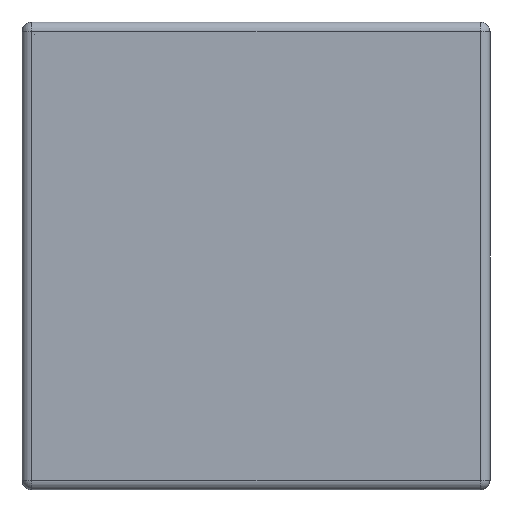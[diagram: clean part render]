
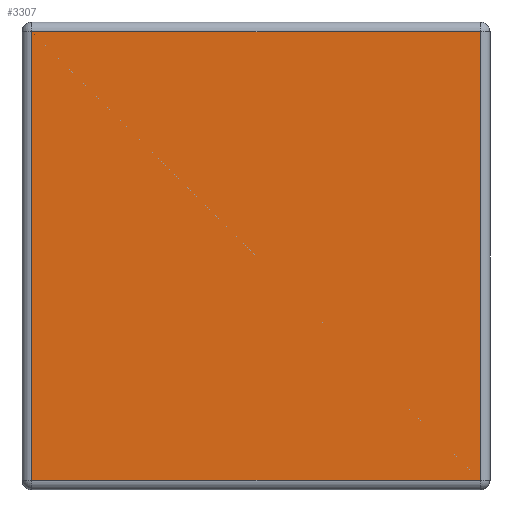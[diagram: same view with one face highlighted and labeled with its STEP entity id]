
A CAD part, left-side view. The second image highlights one B-rep face of the part: STEP entity #3307.
In plain terms, the highlighted planar face has unit normal (-1, 0, 0).
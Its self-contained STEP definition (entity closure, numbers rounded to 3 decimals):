
#208 = EDGE_CURVE ( 'NONE', #3555, #3258, #3082, .T. ) ;
#235 = DIRECTION ( 'NONE',  ( -1., 0., 0. ) ) ;
#264 = CARTESIAN_POINT ( 'NONE',  ( 0., 0., -1.42 ) ) ;
#496 = CARTESIAN_POINT ( 'NONE',  ( 0., 1.45, -0.03 ) ) ;
#497 = CARTESIAN_POINT ( 'NONE',  ( 0., 0.03, -1.42 ) ) ;
#595 = LINE ( 'NONE', #264, #3975 ) ;
#724 = ORIENTED_EDGE ( 'NONE', *, *, #208, .T. ) ;
#908 = DIRECTION ( 'NONE',  ( 0., 0., 1. ) ) ;
#928 = VECTOR ( 'NONE', #4527, 1000. ) ;
#981 = DIRECTION ( 'NONE',  ( 0., -1., 0. ) ) ;
#1066 = VERTEX_POINT ( 'NONE', #2280 ) ;
#1092 = VECTOR ( 'NONE', #3174, 1000. ) ;
#1130 = ORIENTED_EDGE ( 'NONE', *, *, #2884, .T. ) ;
#1169 = FACE_OUTER_BOUND ( 'NONE', #2092, .T. ) ;
#1196 = DIRECTION ( 'NONE',  ( 0., 0., -1. ) ) ;
#1201 = EDGE_CURVE ( 'NONE', #3258, #1066, #3196, .T. ) ;
#1356 = ORIENTED_EDGE ( 'NONE', *, *, #1201, .T. ) ;
#1520 = LINE ( 'NONE', #2613, #3072 ) ;
#2088 = VERTEX_POINT ( 'NONE', #4325 ) ;
#2092 = EDGE_LOOP ( 'NONE', ( #2533, #724, #1356, #1130 ) ) ;
#2167 = CARTESIAN_POINT ( 'NONE',  ( 0., 0.03, 0. ) ) ;
#2280 = CARTESIAN_POINT ( 'NONE',  ( 0., 1.42, -0.03 ) ) ;
#2533 = ORIENTED_EDGE ( 'NONE', *, *, #3022, .T. ) ;
#2557 = CARTESIAN_POINT ( 'NONE',  ( 0., 0.03, -0.03 ) ) ;
#2566 = AXIS2_PLACEMENT_3D ( 'NONE', #4054, #235, #908 ) ;
#2613 = CARTESIAN_POINT ( 'NONE',  ( 0., 1.42, -1.45 ) ) ;
#2884 = EDGE_CURVE ( 'NONE', #1066, #2088, #1520, .T. ) ;
#3022 = EDGE_CURVE ( 'NONE', #2088, #3555, #595, .T. ) ;
#3072 = VECTOR ( 'NONE', #1196, 1000. ) ;
#3082 = LINE ( 'NONE', #2167, #928 ) ;
#3174 = DIRECTION ( 'NONE',  ( 0., 1., 0. ) ) ;
#3196 = LINE ( 'NONE', #496, #1092 ) ;
#3258 = VERTEX_POINT ( 'NONE', #2557 ) ;
#3307 = ADVANCED_FACE ( 'NONE', ( #1169 ), #4383, .T. ) ;
#3555 = VERTEX_POINT ( 'NONE', #497 ) ;
#3975 = VECTOR ( 'NONE', #981, 1000. ) ;
#4054 = CARTESIAN_POINT ( 'NONE',  ( 0., 0., 0. ) ) ;
#4325 = CARTESIAN_POINT ( 'NONE',  ( 0., 1.42, -1.42 ) ) ;
#4383 = PLANE ( 'NONE',  #2566 ) ;
#4527 = DIRECTION ( 'NONE',  ( 0., 0., 1. ) ) ;
